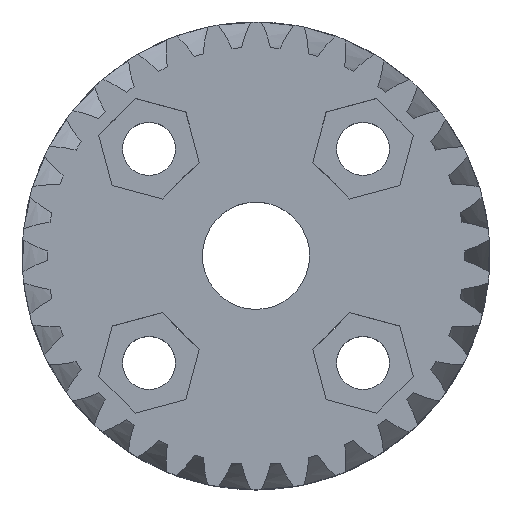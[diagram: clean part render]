
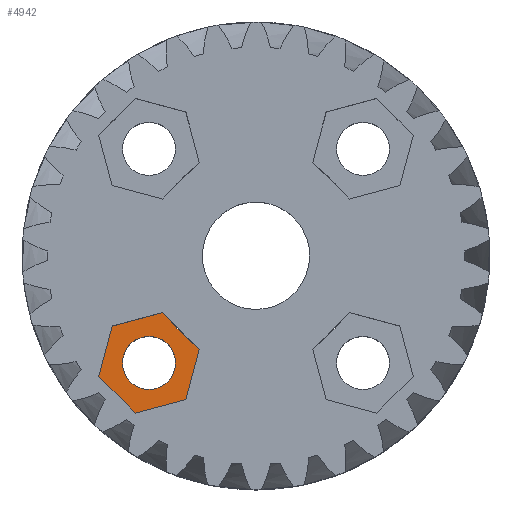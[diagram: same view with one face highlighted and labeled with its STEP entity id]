
A CAD part, top view. The second image highlights one B-rep face of the part: STEP entity #4942.
In plain terms, the highlighted planar face has unit normal (0, 0, 1).
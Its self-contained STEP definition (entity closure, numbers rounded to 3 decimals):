
#16=FACE_BOUND('',#1263,.T.);
#47=PLANE('',#5242);
#970=FACE_OUTER_BOUND('',#1262,.T.);
#1262=EDGE_LOOP('',(#3463,#3464,#3465,#3466,#3467,#3468,#3469,#3470));
#1263=EDGE_LOOP('',(#3471));
#1547=LINE('',#7552,#1647);
#1551=LINE('',#7560,#1651);
#1556=LINE('',#7571,#1656);
#1560=LINE('',#7578,#1660);
#1563=LINE('',#7584,#1663);
#1565=LINE('',#7587,#1665);
#1567=LINE('',#7590,#1667);
#1647=VECTOR('',#5471,10.);
#1651=VECTOR('',#5475,10.);
#1656=VECTOR('',#5482,10.);
#1660=VECTOR('',#5488,10.);
#1663=VECTOR('',#5493,10.);
#1665=VECTOR('',#5497,10.);
#1667=VECTOR('',#5501,10.);
#1731=CIRCLE('',#5243,8.5);
#1732=CIRCLE('',#5244,2.1);
#1942=VERTEX_POINT('',#7548);
#1944=VERTEX_POINT('',#7551);
#1947=VERTEX_POINT('',#7557);
#1948=VERTEX_POINT('',#7559);
#1952=VERTEX_POINT('',#7568);
#1953=VERTEX_POINT('',#7570);
#1955=VERTEX_POINT('',#7576);
#1957=VERTEX_POINT('',#7582);
#1958=VERTEX_POINT('',#7593);
#2525=EDGE_CURVE('',#1942,#1944,#1547,.T.);
#2529=EDGE_CURVE('',#1947,#1948,#1551,.T.);
#2534=EDGE_CURVE('',#1952,#1953,#1556,.T.);
#2538=EDGE_CURVE('',#1955,#1952,#1560,.T.);
#2541=EDGE_CURVE('',#1957,#1955,#1563,.T.);
#2543=EDGE_CURVE('',#1944,#1957,#1565,.T.);
#2545=EDGE_CURVE('',#1953,#1947,#1567,.T.);
#2546=EDGE_CURVE('',#1948,#1942,#1731,.T.);
#2547=EDGE_CURVE('',#1958,#1958,#1732,.T.);
#3463=ORIENTED_EDGE('',*,*,#2546,.F.);
#3464=ORIENTED_EDGE('',*,*,#2529,.F.);
#3465=ORIENTED_EDGE('',*,*,#2545,.F.);
#3466=ORIENTED_EDGE('',*,*,#2534,.F.);
#3467=ORIENTED_EDGE('',*,*,#2538,.F.);
#3468=ORIENTED_EDGE('',*,*,#2541,.F.);
#3469=ORIENTED_EDGE('',*,*,#2543,.F.);
#3470=ORIENTED_EDGE('',*,*,#2525,.F.);
#3471=ORIENTED_EDGE('',*,*,#2547,.F.);
#4942=ADVANCED_FACE('',(#970,#16),#47,.T.);
#5242=AXIS2_PLACEMENT_3D('',#7591,#5502,#5503);
#5243=AXIS2_PLACEMENT_3D('',#7592,#5504,#5505);
#5244=AXIS2_PLACEMENT_3D('',#7594,#5506,#5507);
#5471=DIRECTION('',(0.707,-0.707,0.));
#5475=DIRECTION('',(0.707,-0.707,0.));
#5482=DIRECTION('',(0.259,0.966,0.));
#5488=DIRECTION('',(-0.707,0.707,0.));
#5493=DIRECTION('',(-0.966,-0.259,0.));
#5497=DIRECTION('',(-0.259,-0.966,0.));
#5501=DIRECTION('',(0.966,0.259,0.));
#5502=DIRECTION('center_axis',(0.,0.,1.));
#5503=DIRECTION('ref_axis',(1.,0.,0.));
#5504=DIRECTION('center_axis',(0.,0.,1.));
#5505=DIRECTION('ref_axis',(-1.,0.,0.));
#5506=DIRECTION('center_axis',(0.,0.,1.));
#5507=DIRECTION('ref_axis',(-1.,0.,0.));
#7548=CARTESIAN_POINT('',(-5.161,-6.754,15.));
#7551=CARTESIAN_POINT('',(-4.498,-7.417,15.));
#7552=CARTESIAN_POINT('',(-4.498,-7.417,15.));
#7557=CARTESIAN_POINT('',(-7.417,-4.498,15.));
#7559=CARTESIAN_POINT('',(-6.754,-5.161,15.));
#7560=CARTESIAN_POINT('',(-4.498,-7.417,15.));
#7568=CARTESIAN_POINT('',(-12.473,-9.554,15.));
#7570=CARTESIAN_POINT('',(-11.404,-5.566,15.));
#7571=CARTESIAN_POINT('',(-11.404,-5.566,15.));
#7576=CARTESIAN_POINT('',(-9.554,-12.473,15.));
#7578=CARTESIAN_POINT('',(-12.473,-9.554,15.));
#7582=CARTESIAN_POINT('',(-5.566,-11.404,15.));
#7584=CARTESIAN_POINT('',(-9.554,-12.473,15.));
#7587=CARTESIAN_POINT('',(-5.566,-11.404,15.));
#7590=CARTESIAN_POINT('',(-7.417,-4.498,15.));
#7591=CARTESIAN_POINT('Origin',(-8.485,-8.485,15.));
#7592=CARTESIAN_POINT('Origin',(0.,0.,15.));
#7593=CARTESIAN_POINT('',(-6.385,-8.485,15.));
#7594=CARTESIAN_POINT('Origin',(-8.485,-8.485,15.));
